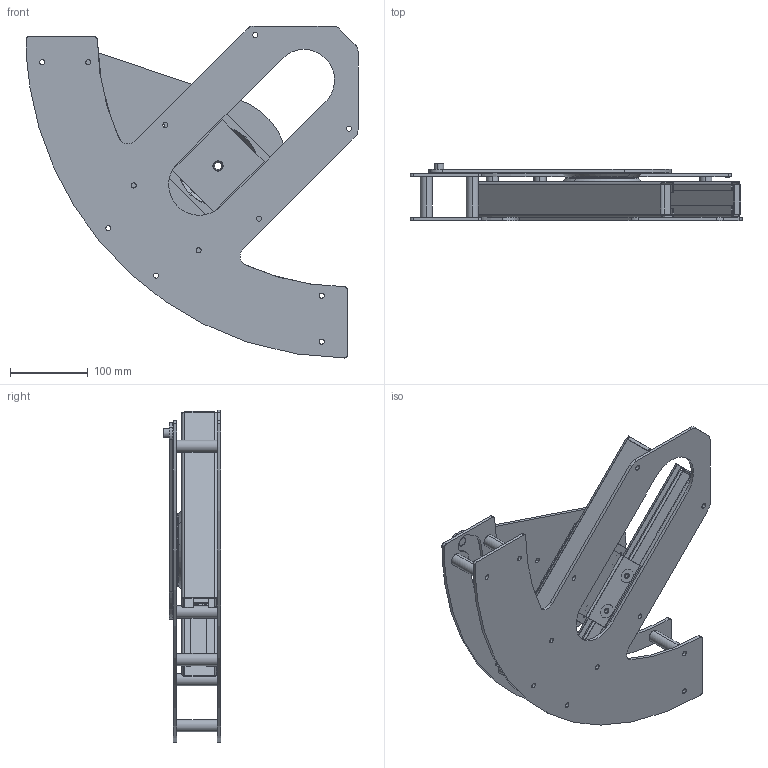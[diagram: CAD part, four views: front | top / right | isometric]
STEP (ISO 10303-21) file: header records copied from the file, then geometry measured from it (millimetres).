
FILE_DESCRIPTION(('FreeCAD Model'),'2;1');
FILE_NAME('Open CASCADE Shape Model','2025-05-29T08:04:04',('FreeCAD'),( 'FreeCAD'),'Open CASCADE STEP processor 7.6','FreeCAD','Unknown');
FILE_SCHEMA(('AUTOMOTIVE_DESIGN { 1 0 10303 214 1 1 1 1 }'));
Length unit declared in the file: millimetre
Products named in the file (1): Open CASCADE STEP translator 7.6 1
Bounding box: 428.23 x 74.01 x 428.23 mm (x, y, z)
Volume: 958235.3 mm3; surface area: 640753.4 mm2
Topology: 20 solids, 20 shells, 613 faces, 1409 edges, 874 vertices
Faces by surface type: bspline 613
Entity records: 22544 total; most frequent: CARTESIAN_POINT 14445, ORIENTED_EDGE 2818, EDGE_CURVE 1409, VERTEX_POINT 874, FACE_BOUND 759, EDGE_LOOP 759, ADVANCED_FACE 613, B_SPLINE_CURVE_WITH_KNOTS 593
